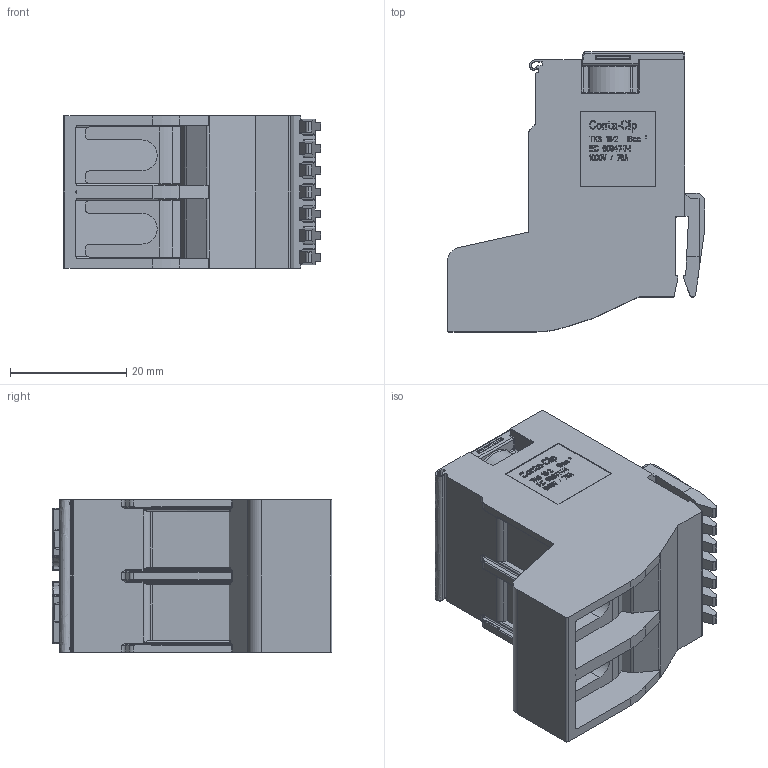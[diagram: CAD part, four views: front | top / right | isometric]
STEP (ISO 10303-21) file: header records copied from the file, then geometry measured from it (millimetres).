
FILE_DESCRIPTION(/* description */ (''),/* implementation_level */ '2;1');
FILE_NAME(/* name */ 'TKS16-2_3D-Volumen.stp',/* time_stamp */ '2018-12-20T14:43:55+01:00',/* author */ (''),/* organization */ (''),/* preprocessor_version */ 'ST-DEVELOPER v16.7',/* originating_system */ 'SIEMENS PLM Software NX 12.0',/* authorisation */ '');
FILE_SCHEMA (('AUTOMOTIVE_DESIGN { 1 0 10303 214 3 1 1 1 }'));
Products named in the file (1): TKS16-2_3D-Volumen
Bounding box: 44.38 x 48.2 x 26.25 mm (x, y, z)
Volume: 29740.5 mm3; surface area: 11555.6 mm2
Topology: 1 solids, 1 shells, 1961 faces, 5335 edges, 3449 vertices
Faces by surface type: plane 1496, cylinder 306, bspline 89, torus 39, sphere 24, cone 6, extrusion 1
Full cylindrical faces by diameter (mm): 7.2 x2
Entity records: 63802 total; most frequent: CARTESIAN_POINT 14261, ORIENTED_EDGE 10678, DIRECTION 9514, EDGE_CURVE 5339, VECTOR 4512, LINE 4511, VERTEX_POINT 3453, AXIS2_PLACEMENT_3D 2501
